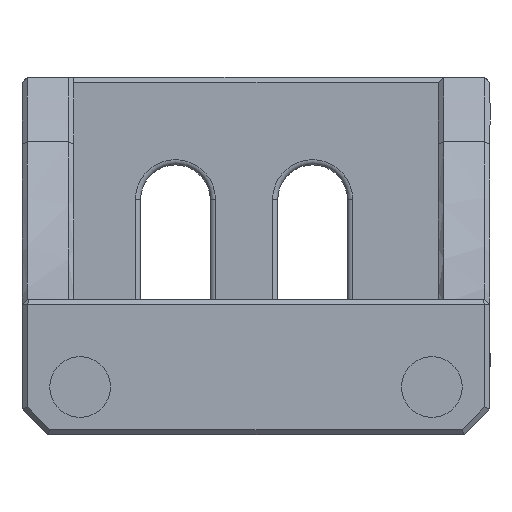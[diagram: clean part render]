
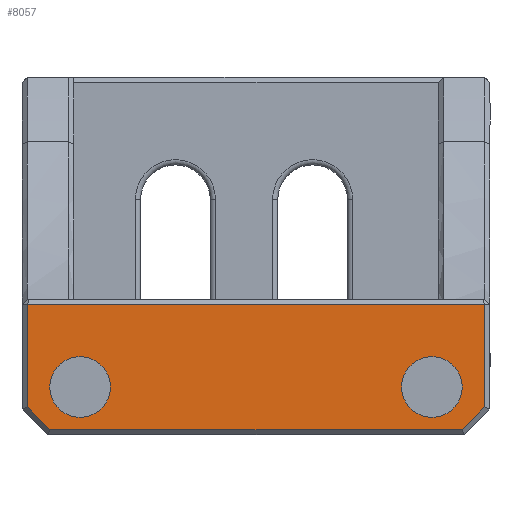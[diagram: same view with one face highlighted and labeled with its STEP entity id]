
A CAD part, front view. The second image highlights one B-rep face of the part: STEP entity #8057.
In plain terms, the highlighted planar face has unit normal (0, -1, 0).
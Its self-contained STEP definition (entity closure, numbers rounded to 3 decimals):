
#117=CIRCLE('',#8576,2.35);
#118=CIRCLE('',#8577,2.35);
#179=FACE_BOUND('',#1120,.T.);
#180=FACE_BOUND('',#1121,.T.);
#611=FACE_OUTER_BOUND('',#1119,.T.);
#1119=EDGE_LOOP('',(#7097,#7098,#7099,#7100,#7101,#7102));
#1120=EDGE_LOOP('',(#7103));
#1121=EDGE_LOOP('',(#7104));
#2155=LINE('',#12852,#3198);
#2160=LINE('',#12861,#3203);
#2162=LINE('',#12864,#3205);
#2163=LINE('',#12867,#3206);
#2164=LINE('',#12869,#3207);
#2165=LINE('',#12870,#3208);
#3198=VECTOR('',#10574,10.);
#3203=VECTOR('',#10583,10.);
#3205=VECTOR('',#10587,10.);
#3206=VECTOR('',#10590,10.);
#3207=VECTOR('',#10591,10.);
#3208=VECTOR('',#10592,10.);
#3858=VERTEX_POINT('',#12849);
#3859=VERTEX_POINT('',#12851);
#3860=VERTEX_POINT('',#12858);
#3861=VERTEX_POINT('',#12860);
#3862=VERTEX_POINT('',#12866);
#3863=VERTEX_POINT('',#12868);
#3864=VERTEX_POINT('',#12871);
#3865=VERTEX_POINT('',#12873);
#4948=EDGE_CURVE('',#3858,#3859,#2155,.T.);
#4953=EDGE_CURVE('',#3860,#3861,#2160,.T.);
#4955=EDGE_CURVE('',#3861,#3858,#2162,.T.);
#4956=EDGE_CURVE('',#3862,#3860,#2163,.T.);
#4957=EDGE_CURVE('',#3863,#3862,#2164,.T.);
#4958=EDGE_CURVE('',#3859,#3863,#2165,.T.);
#4959=EDGE_CURVE('',#3864,#3864,#117,.T.);
#4960=EDGE_CURVE('',#3865,#3865,#118,.T.);
#7097=ORIENTED_EDGE('',*,*,#4955,.F.);
#7098=ORIENTED_EDGE('',*,*,#4953,.F.);
#7099=ORIENTED_EDGE('',*,*,#4956,.F.);
#7100=ORIENTED_EDGE('',*,*,#4957,.F.);
#7101=ORIENTED_EDGE('',*,*,#4958,.F.);
#7102=ORIENTED_EDGE('',*,*,#4948,.F.);
#7103=ORIENTED_EDGE('',*,*,#4959,.T.);
#7104=ORIENTED_EDGE('',*,*,#4960,.T.);
#7611=PLANE('',#8575);
#8057=ADVANCED_FACE('',(#611,#179,#180),#7611,.T.);
#8575=AXIS2_PLACEMENT_3D('',#12865,#10588,#10589);
#8576=AXIS2_PLACEMENT_3D('',#12872,#10593,#10594);
#8577=AXIS2_PLACEMENT_3D('',#12874,#10595,#10596);
#10574=DIRECTION('',(-0.707,0.,0.707));
#10583=DIRECTION('',(-0.707,0.,-0.707));
#10587=DIRECTION('',(-1.,0.,0.));
#10588=DIRECTION('center_axis',(0.,-1.,0.));
#10589=DIRECTION('ref_axis',(0.,0.,
1.));
#10590=DIRECTION('',(0.,0.,-1.));
#10591=DIRECTION('',(1.,0.,0.));
#10592=DIRECTION('',(0.,0.,1.));
#10593=DIRECTION('center_axis',(0.,1.,0.));
#10594=DIRECTION('ref_axis',(0.,0.,
-1.));
#10595=DIRECTION('center_axis',(0.,1.,0.));
#10596=DIRECTION('ref_axis',(0.,0.,
-1.));
#12849=CARTESIAN_POINT('',(112.666,305.149,-7.6));
#12851=CARTESIAN_POINT('',(110.9,305.149,-5.834));
#12852=CARTESIAN_POINT('',(120.472,305.149,-15.406));
#12858=CARTESIAN_POINT('',(146.355,305.149,-5.834));
#12860=CARTESIAN_POINT('',(144.589,305.149,-7.6));
#12861=CARTESIAN_POINT('',(145.097,305.149,-7.092));
#12864=CARTESIAN_POINT('',(145.255,305.149,-7.6));
#12865=CARTESIAN_POINT('Origin',(145.255,305.149,-8.));
#12866=CARTESIAN_POINT('',(146.355,305.149,2.1));
#12867=CARTESIAN_POINT('',(146.355,305.149,8.792));
#12868=CARTESIAN_POINT('',(110.9,305.149,2.1));
#12869=CARTESIAN_POINT('',(145.255,305.149,2.1));
#12870=CARTESIAN_POINT('',(110.9,305.149,8.792));
#12871=CARTESIAN_POINT('',(117.35,305.149,-4.3));
#12872=CARTESIAN_POINT('Origin',(115.,305.149,-4.3));
#12873=CARTESIAN_POINT('',(144.605,305.149,-4.3));
#12874=CARTESIAN_POINT('Origin',(142.255,305.149,-4.3));
